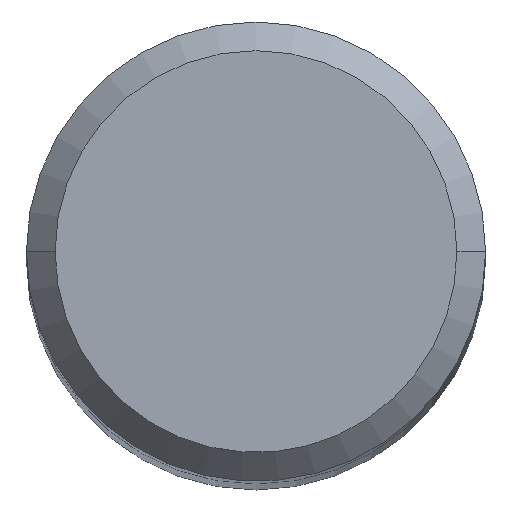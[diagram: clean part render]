
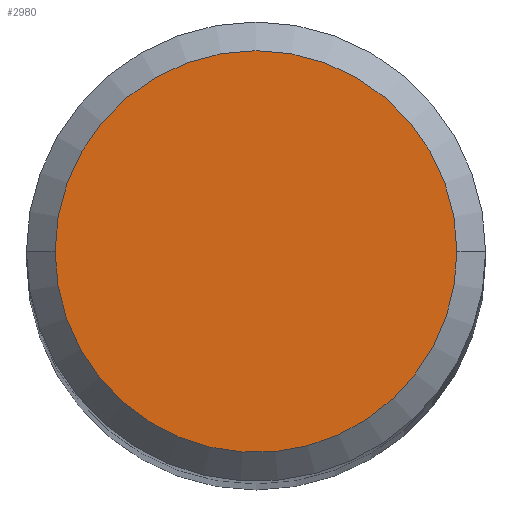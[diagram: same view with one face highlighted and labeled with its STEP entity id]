
A CAD part, top view. The second image highlights one B-rep face of the part: STEP entity #2980.
In plain terms, the highlighted planar face has unit normal (0, 0, 1).
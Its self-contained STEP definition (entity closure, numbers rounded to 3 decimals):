
#2740=CARTESIAN_POINT('',(0.,0.366,12.94));
#2750=DIRECTION('',(0.,0.,1.));
#2760=DIRECTION('',(-1.,0.,0.));
#2770=AXIS2_PLACEMENT_3D('',#2740,#2750,#2760);
#2780=PLANE('',#2770);
#2790=CARTESIAN_POINT('',(0.,0.,12.94));
#2800=DIRECTION('',(0.,0.,-1.));
#2810=DIRECTION('',(-1.,0.,0.));
#2820=AXIS2_PLACEMENT_3D('',#2790,#2800,#2810);
#2830=CIRCLE('',#2820,3.5);
#2840=CARTESIAN_POINT('',(-2.315,-2.625,12.94));
#2850=VERTEX_POINT('',#2840);
#2860=CARTESIAN_POINT('',(-3.5,0.,12.94));
#2870=VERTEX_POINT('',#2860);
#2880=EDGE_CURVE('',#2850,#2870,#2830,.T.);
#2890=ORIENTED_EDGE('',*,*,#2880,.F.);
#2900=CARTESIAN_POINT('',(3.5,0.,12.94));
#2910=VERTEX_POINT('',#2900);
#2920=EDGE_CURVE('',#2870,#2910,#2830,.T.);
#2930=ORIENTED_EDGE('',*,*,#2920,.F.);
#2940=EDGE_CURVE('',#2910,#2850,#2830,.T.);
#2950=ORIENTED_EDGE('',*,*,#2940,.F.);
#2960=EDGE_LOOP('',(#2950,#2930,#2890));
#2970=FACE_OUTER_BOUND('',#2960,.T.);
#2980=ADVANCED_FACE('',(#2970),#2780,.T.);
